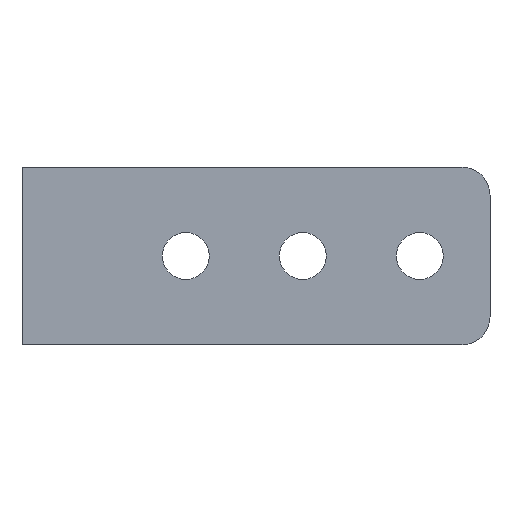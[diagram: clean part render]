
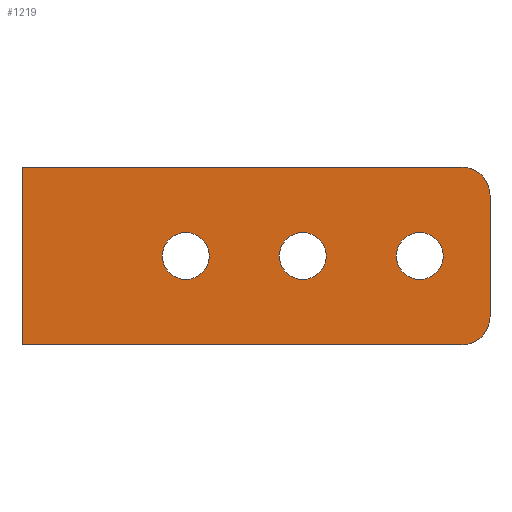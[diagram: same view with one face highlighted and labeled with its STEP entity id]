
A CAD part, front view. The second image highlights one B-rep face of the part: STEP entity #1219.
In plain terms, the highlighted planar face has unit normal (0, -1, 0).
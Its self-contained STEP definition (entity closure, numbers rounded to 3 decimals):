
#7 = ORIENTED_EDGE ( 'NONE', *, *, #248, .T. ) ;
#13 = LINE ( 'NONE', #781, #537 ) ;
#30 = DIRECTION ( 'NONE',  ( 0., 0., 1. ) ) ;
#45 = EDGE_LOOP ( 'NONE', ( #935 ) ) ;
#68 = VERTEX_POINT ( 'NONE', #738 ) ;
#82 = DIRECTION ( 'NONE',  ( 0., 1., 0. ) ) ;
#89 = CARTESIAN_POINT ( 'NONE',  ( -7.5, 0., 0. ) ) ;
#103 = CIRCLE ( 'NONE', #799, 2.5 ) ;
#106 = ORIENTED_EDGE ( 'NONE', *, *, #746, .T. ) ;
#108 = DIRECTION ( 'NONE',  ( -1., 0., 0. ) ) ;
#110 = VERTEX_POINT ( 'NONE', #1193 ) ;
#123 = EDGE_CURVE ( 'NONE', #1017, #1017, #103, .T. ) ;
#134 = CIRCLE ( 'NONE', #803, 3. ) ;
#139 = AXIS2_PLACEMENT_3D ( 'NONE', #632, #153, #907 ) ;
#153 = DIRECTION ( 'NONE',  ( 0., -1., 0. ) ) ;
#160 = FACE_BOUND ( 'NONE', #691, .T. ) ;
#166 = CARTESIAN_POINT ( 'NONE',  ( -25., 0., -9.5 ) ) ;
#171 = ORIENTED_EDGE ( 'NONE', *, *, #296, .F. ) ;
#206 = DIRECTION ( 'NONE',  ( 0., 1., 0. ) ) ;
#208 = VERTEX_POINT ( 'NONE', #679 ) ;
#210 = LINE ( 'NONE', #580, #817 ) ;
#213 = CIRCLE ( 'NONE', #895, 2.5 ) ;
#232 = LINE ( 'NONE', #601, #480 ) ;
#248 = EDGE_CURVE ( 'NONE', #447, #447, #213, .T. ) ;
#296 = EDGE_CURVE ( 'NONE', #68, #680, #13, .T. ) ;
#329 = ORIENTED_EDGE ( 'NONE', *, *, #336, .F. ) ;
#336 = EDGE_CURVE ( 'NONE', #649, #1119, #232, .T. ) ;
#416 = LINE ( 'NONE', #705, #1159 ) ;
#421 = CARTESIAN_POINT ( 'NONE',  ( 0., 0., 0. ) ) ;
#432 = AXIS2_PLACEMENT_3D ( 'NONE', #1133, #206, #574 ) ;
#447 = VERTEX_POINT ( 'NONE', #1199 ) ;
#451 = EDGE_LOOP ( 'NONE', ( #835, #106, #171, #1018, #539, #329 ) ) ;
#463 = DIRECTION ( 'NONE',  ( 0., 0., 1. ) ) ;
#480 = VECTOR ( 'NONE', #802, 1000. ) ;
#492 = DIRECTION ( 'NONE',  ( 1., 0., 0. ) ) ;
#517 = FACE_OUTER_BOUND ( 'NONE', #451, .T. ) ;
#528 = EDGE_CURVE ( 'NONE', #1119, #110, #416, .T. ) ;
#532 = DIRECTION ( 'NONE',  ( 0., 0., 1. ) ) ;
#537 = VECTOR ( 'NONE', #579, 1000. ) ;
#539 = ORIENTED_EDGE ( 'NONE', *, *, #528, .F. ) ;
#574 = DIRECTION ( 'NONE',  ( 0., 0., 1. ) ) ;
#579 = DIRECTION ( 'NONE',  ( 0., 0., -1. ) ) ;
#580 = CARTESIAN_POINT ( 'NONE',  ( -25., 0., -9.5 ) ) ;
#601 = CARTESIAN_POINT ( 'NONE',  ( -25., 0., -9.5 ) ) ;
#607 = CARTESIAN_POINT ( 'NONE',  ( 5., 0., 2.5 ) ) ;
#615 = FACE_BOUND ( 'NONE', #773, .T. ) ;
#632 = CARTESIAN_POINT ( 'NONE',  ( 22., 0., -6.5 ) ) ;
#637 = DIRECTION ( 'NONE',  ( 0., 1., 0. ) ) ;
#649 = VERTEX_POINT ( 'NONE', #166 ) ;
#679 = CARTESIAN_POINT ( 'NONE',  ( 22., 0., -9.5 ) ) ;
#680 = VERTEX_POINT ( 'NONE', #944 ) ;
#684 = ORIENTED_EDGE ( 'NONE', *, *, #123, .T. ) ;
#691 = EDGE_LOOP ( 'NONE', ( #7 ) ) ;
#705 = CARTESIAN_POINT ( 'NONE',  ( -25., 0., 9.5 ) ) ;
#728 = CARTESIAN_POINT ( 'NONE',  ( 5., 0., 0. ) ) ;
#732 = DIRECTION ( 'NONE',  ( 0., 1., 0. ) ) ;
#738 = CARTESIAN_POINT ( 'NONE',  ( 25., 0., 6.5 ) ) ;
#746 = EDGE_CURVE ( 'NONE', #208, #680, #982, .T. ) ;
#773 = EDGE_LOOP ( 'NONE', ( #684 ) ) ;
#778 = CARTESIAN_POINT ( 'NONE',  ( -25., 0., 9.5 ) ) ;
#781 = CARTESIAN_POINT ( 'NONE',  ( 25., 0., -9.5 ) ) ;
#794 = CARTESIAN_POINT ( 'NONE',  ( 22., 0., 6.5 ) ) ;
#799 = AXIS2_PLACEMENT_3D ( 'NONE', #728, #732, #1011 ) ;
#802 = DIRECTION ( 'NONE',  ( 0., 0., 1. ) ) ;
#803 = AXIS2_PLACEMENT_3D ( 'NONE', #794, #1070, #30 ) ;
#808 = CIRCLE ( 'NONE', #432, 2.5 ) ;
#817 = VECTOR ( 'NONE', #108, 1000. ) ;
#835 = ORIENTED_EDGE ( 'NONE', *, *, #1000, .F. ) ;
#895 = AXIS2_PLACEMENT_3D ( 'NONE', #89, #82, #463 ) ;
#899 = PLANE ( 'NONE',  #1022 ) ;
#907 = DIRECTION ( 'NONE',  ( 0., 0., 1. ) ) ;
#935 = ORIENTED_EDGE ( 'NONE', *, *, #959, .T. ) ;
#944 = CARTESIAN_POINT ( 'NONE',  ( 25., 0., -6.5 ) ) ;
#959 = EDGE_CURVE ( 'NONE', #988, #988, #808, .T. ) ;
#982 = CIRCLE ( 'NONE', #139, 3. ) ;
#988 = VERTEX_POINT ( 'NONE', #1097 ) ;
#1000 = EDGE_CURVE ( 'NONE', #208, #649, #210, .T. ) ;
#1011 = DIRECTION ( 'NONE',  ( 0., 0., 1. ) ) ;
#1017 = VERTEX_POINT ( 'NONE', #607 ) ;
#1018 = ORIENTED_EDGE ( 'NONE', *, *, #1154, .T. ) ;
#1022 = AXIS2_PLACEMENT_3D ( 'NONE', #421, #637, #532 ) ;
#1070 = DIRECTION ( 'NONE',  ( 0., -1., 0. ) ) ;
#1097 = CARTESIAN_POINT ( 'NONE',  ( 17.5, 0., 2.5 ) ) ;
#1119 = VERTEX_POINT ( 'NONE', #778 ) ;
#1133 = CARTESIAN_POINT ( 'NONE',  ( 17.5, 0., 0. ) ) ;
#1154 = EDGE_CURVE ( 'NONE', #68, #110, #134, .T. ) ;
#1159 = VECTOR ( 'NONE', #492, 1000. ) ;
#1179 = FACE_BOUND ( 'NONE', #45, .T. ) ;
#1193 = CARTESIAN_POINT ( 'NONE',  ( 22., 0., 9.5 ) ) ;
#1199 = CARTESIAN_POINT ( 'NONE',  ( -7.5, 0., 2.5 ) ) ;
#1219 = ADVANCED_FACE ( 'NONE', ( #160, #615, #1179, #517 ), #899, .F. ) ;
